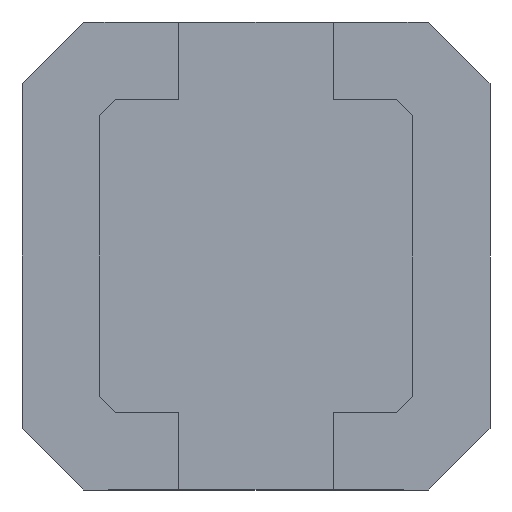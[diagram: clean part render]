
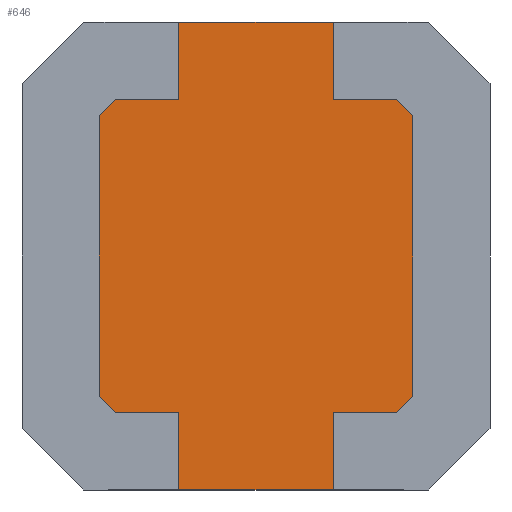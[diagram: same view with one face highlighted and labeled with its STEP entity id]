
A CAD part, front view. The second image highlights one B-rep face of the part: STEP entity #646.
In plain terms, the highlighted planar face has unit normal (0, -1, 0).
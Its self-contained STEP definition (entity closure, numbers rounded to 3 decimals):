
#56 = CARTESIAN_POINT ( 'NONE',  ( -1.015, 0.15, 0.908 ) ) ;
#58 = DIRECTION ( 'NONE',  ( 0., 0., -1. ) ) ;
#60 = VERTEX_POINT ( 'NONE', #176 ) ;
#70 = DIRECTION ( 'NONE',  ( 0., 0., -1. ) ) ;
#71 = LINE ( 'NONE', #447, #521 ) ;
#82 = ORIENTED_EDGE ( 'NONE', *, *, #769, .F. ) ;
#107 = DIRECTION ( 'NONE',  ( 0.707, 0., 0.707 ) ) ;
#112 = ORIENTED_EDGE ( 'NONE', *, *, #572, .T. ) ;
#114 = DIRECTION ( 'NONE',  ( 0., 0., 1. ) ) ;
#118 = CARTESIAN_POINT ( 'NONE',  ( 0.5, 0.15, 1.515 ) ) ;
#123 = LINE ( 'NONE', #1790, #1036 ) ;
#124 = ORIENTED_EDGE ( 'NONE', *, *, #2318, .F. ) ;
#138 = LINE ( 'NONE', #1041, #984 ) ;
#145 = EDGE_CURVE ( 'NONE', #605, #304, #123, .T. ) ;
#160 = VECTOR ( 'NONE', #1902, 1000. ) ;
#175 = DIRECTION ( 'NONE',  ( 1., 0., 0. ) ) ;
#176 = CARTESIAN_POINT ( 'NONE',  ( 1.015, 0.15, -0.908 ) ) ;
#181 = EDGE_CURVE ( 'NONE', #906, #605, #964, .T. ) ;
#192 = LINE ( 'NONE', #2181, #2021 ) ;
#193 = CARTESIAN_POINT ( 'NONE',  ( 0.5, 0.15, 1.015 ) ) ;
#198 = CARTESIAN_POINT ( 'NONE',  ( -0.5, 0.15, -1.515 ) ) ;
#199 = LINE ( 'NONE', #936, #1835 ) ;
#244 = ORIENTED_EDGE ( 'NONE', *, *, #395, .F. ) ;
#245 = DIRECTION ( 'NONE',  ( 1., 0., 0. ) ) ;
#280 = VERTEX_POINT ( 'NONE', #56 ) ;
#286 = CARTESIAN_POINT ( 'NONE',  ( -0.5, 0.15, -1.015 ) ) ;
#304 = VERTEX_POINT ( 'NONE', #286 ) ;
#305 = ORIENTED_EDGE ( 'NONE', *, *, #1010, .T. ) ;
#311 = VECTOR ( 'NONE', #393, 1000. ) ;
#316 = LINE ( 'NONE', #539, #1834 ) ;
#393 = DIRECTION ( 'NONE',  ( 0.707, 0., -0.707 ) ) ;
#395 = EDGE_CURVE ( 'NONE', #2215, #1704, #71, .T. ) ;
#399 = VERTEX_POINT ( 'NONE', #941 ) ;
#426 = LINE ( 'NONE', #1693, #1808 ) ;
#427 = CARTESIAN_POINT ( 'NONE',  ( 0.5, 0.15, 1.515 ) ) ;
#436 = ORIENTED_EDGE ( 'NONE', *, *, #181, .T. ) ;
#447 = CARTESIAN_POINT ( 'NONE',  ( 0.5, 0.15, 1.515 ) ) ;
#460 = VERTEX_POINT ( 'NONE', #1297 ) ;
#521 = VECTOR ( 'NONE', #1184, 1000. ) ;
#526 = ORIENTED_EDGE ( 'NONE', *, *, #1359, .F. ) ;
#539 = CARTESIAN_POINT ( 'NONE',  ( 0.5, 0.15, 1.515 ) ) ;
#555 = EDGE_LOOP ( 'NONE', ( #1489, #305, #1739, #1258, #436, #1487, #642, #1993, #526, #112, #857, #1858, #124, #1577, #244, #82 ) ) ;
#572 = EDGE_CURVE ( 'NONE', #2042, #1228, #1178, .T. ) ;
#598 = VERTEX_POINT ( 'NONE', #795 ) ;
#605 = VERTEX_POINT ( 'NONE', #2274 ) ;
#642 = ORIENTED_EDGE ( 'NONE', *, *, #1400, .F. ) ;
#646 = ADVANCED_FACE ( 'NONE', ( #2111 ), #1569, .F. ) ;
#651 = VERTEX_POINT ( 'NONE', #1381 ) ;
#695 = CARTESIAN_POINT ( 'NONE',  ( 0.908, 0.15, -1.015 ) ) ;
#696 = CARTESIAN_POINT ( 'NONE',  ( 0.5, 0.15, -1.015 ) ) ;
#703 = AXIS2_PLACEMENT_3D ( 'NONE', #118, #1771, #1735 ) ;
#769 = EDGE_CURVE ( 'NONE', #460, #2215, #316, .T. ) ;
#795 = CARTESIAN_POINT ( 'NONE',  ( 0.908, 0.15, 1.015 ) ) ;
#801 = DIRECTION ( 'NONE',  ( -1., 0., 0. ) ) ;
#840 = CARTESIAN_POINT ( 'NONE',  ( -0.5, 0.15, 1.515 ) ) ;
#847 = VECTOR ( 'NONE', #245, 1000. ) ;
#850 = LINE ( 'NONE', #1211, #1684 ) ;
#857 = ORIENTED_EDGE ( 'NONE', *, *, #1098, .T. ) ;
#864 = LINE ( 'NONE', #1548, #1070 ) ;
#906 = VERTEX_POINT ( 'NONE', #1295 ) ;
#929 = DIRECTION ( 'NONE',  ( 1., 0., 0. ) ) ;
#936 = CARTESIAN_POINT ( 'NONE',  ( 0.908, 0.15, 1.015 ) ) ;
#941 = CARTESIAN_POINT ( 'NONE',  ( 0.5, 0.15, -1.515 ) ) ;
#958 = DIRECTION ( 'NONE',  ( -0.707, 0., -0.707 ) ) ;
#964 = LINE ( 'NONE', #1798, #311 ) ;
#984 = VECTOR ( 'NONE', #114, 1000. ) ;
#995 = EDGE_CURVE ( 'NONE', #60, #651, #1555, .T. ) ;
#1010 = EDGE_CURVE ( 'NONE', #1536, #1050, #1328, .T. ) ;
#1030 = CARTESIAN_POINT ( 'NONE',  ( -1.015, 0.15, 0.908 ) ) ;
#1036 = VECTOR ( 'NONE', #1562, 1000. ) ;
#1041 = CARTESIAN_POINT ( 'NONE',  ( -0.5, 0.15, 1.515 ) ) ;
#1050 = VERTEX_POINT ( 'NONE', #2096 ) ;
#1070 = VECTOR ( 'NONE', #107, 1000. ) ;
#1098 = EDGE_CURVE ( 'NONE', #1228, #60, #864, .T. ) ;
#1115 = VECTOR ( 'NONE', #929, 1000. ) ;
#1149 = DIRECTION ( 'NONE',  ( 0.707, 0., -0.707 ) ) ;
#1165 = CARTESIAN_POINT ( 'NONE',  ( 0.5, 0.15, -1.015 ) ) ;
#1178 = LINE ( 'NONE', #1165, #847 ) ;
#1184 = DIRECTION ( 'NONE',  ( 0., 0., -1. ) ) ;
#1211 = CARTESIAN_POINT ( 'NONE',  ( 0.5, 0.15, -1.515 ) ) ;
#1228 = VERTEX_POINT ( 'NONE', #695 ) ;
#1258 = ORIENTED_EDGE ( 'NONE', *, *, #2178, .T. ) ;
#1295 = CARTESIAN_POINT ( 'NONE',  ( -1.015, 0.15, -0.908 ) ) ;
#1297 = CARTESIAN_POINT ( 'NONE',  ( -0.5, 0.15, 1.515 ) ) ;
#1328 = LINE ( 'NONE', #2292, #1839 ) ;
#1359 = EDGE_CURVE ( 'NONE', #2042, #399, #426, .T. ) ;
#1381 = CARTESIAN_POINT ( 'NONE',  ( 1.015, 0.15, 0.908 ) ) ;
#1400 = EDGE_CURVE ( 'NONE', #1799, #304, #1714, .T. ) ;
#1462 = VECTOR ( 'NONE', #1584, 1000. ) ;
#1487 = ORIENTED_EDGE ( 'NONE', *, *, #145, .T. ) ;
#1489 = ORIENTED_EDGE ( 'NONE', *, *, #1976, .F. ) ;
#1536 = VERTEX_POINT ( 'NONE', #2276 ) ;
#1548 = CARTESIAN_POINT ( 'NONE',  ( 0.908, 0.15, -1.015 ) ) ;
#1555 = LINE ( 'NONE', #2214, #1462 ) ;
#1562 = DIRECTION ( 'NONE',  ( 1., 0., 0. ) ) ;
#1569 = PLANE ( 'NONE',  #703 ) ;
#1577 = ORIENTED_EDGE ( 'NONE', *, *, #1604, .F. ) ;
#1584 = DIRECTION ( 'NONE',  ( 0., 0., 1. ) ) ;
#1604 = EDGE_CURVE ( 'NONE', #1704, #598, #2160, .T. ) ;
#1684 = VECTOR ( 'NONE', #801, 1000. ) ;
#1693 = CARTESIAN_POINT ( 'NONE',  ( 0.5, 0.15, 1.515 ) ) ;
#1704 = VERTEX_POINT ( 'NONE', #2070 ) ;
#1714 = LINE ( 'NONE', #840, #160 ) ;
#1735 = DIRECTION ( 'NONE',  ( 0., 0., 1. ) ) ;
#1739 = ORIENTED_EDGE ( 'NONE', *, *, #2321, .T. ) ;
#1771 = DIRECTION ( 'NONE',  ( 0., 1., 0. ) ) ;
#1790 = CARTESIAN_POINT ( 'NONE',  ( -0.908, 0.15, -1.015 ) ) ;
#1798 = CARTESIAN_POINT ( 'NONE',  ( -1.015, 0.15, -0.908 ) ) ;
#1799 = VERTEX_POINT ( 'NONE', #198 ) ;
#1808 = VECTOR ( 'NONE', #70, 1000. ) ;
#1834 = VECTOR ( 'NONE', #175, 1000. ) ;
#1835 = VECTOR ( 'NONE', #1149, 1000. ) ;
#1839 = VECTOR ( 'NONE', #2039, 1000. ) ;
#1858 = ORIENTED_EDGE ( 'NONE', *, *, #995, .T. ) ;
#1902 = DIRECTION ( 'NONE',  ( 0., 0., 1. ) ) ;
#1917 = VECTOR ( 'NONE', #58, 1000. ) ;
#1976 = EDGE_CURVE ( 'NONE', #1536, #460, #138, .T. ) ;
#1993 = ORIENTED_EDGE ( 'NONE', *, *, #2123, .F. ) ;
#2017 = LINE ( 'NONE', #1030, #1917 ) ;
#2021 = VECTOR ( 'NONE', #958, 1000. ) ;
#2039 = DIRECTION ( 'NONE',  ( -1., 0., 0. ) ) ;
#2042 = VERTEX_POINT ( 'NONE', #696 ) ;
#2070 = CARTESIAN_POINT ( 'NONE',  ( 0.5, 0.15, 1.015 ) ) ;
#2096 = CARTESIAN_POINT ( 'NONE',  ( -0.908, 0.15, 1.015 ) ) ;
#2111 = FACE_OUTER_BOUND ( 'NONE', #555, .T. ) ;
#2123 = EDGE_CURVE ( 'NONE', #399, #1799, #850, .T. ) ;
#2160 = LINE ( 'NONE', #193, #1115 ) ;
#2178 = EDGE_CURVE ( 'NONE', #280, #906, #2017, .T. ) ;
#2181 = CARTESIAN_POINT ( 'NONE',  ( -0.908, 0.15, 1.015 ) ) ;
#2214 = CARTESIAN_POINT ( 'NONE',  ( 1.015, 0.15, -0.908 ) ) ;
#2215 = VERTEX_POINT ( 'NONE', #427 ) ;
#2274 = CARTESIAN_POINT ( 'NONE',  ( -0.908, 0.15, -1.015 ) ) ;
#2276 = CARTESIAN_POINT ( 'NONE',  ( -0.5, 0.15, 1.015 ) ) ;
#2292 = CARTESIAN_POINT ( 'NONE',  ( -0.5, 0.15, 1.015 ) ) ;
#2318 = EDGE_CURVE ( 'NONE', #598, #651, #199, .T. ) ;
#2321 = EDGE_CURVE ( 'NONE', #1050, #280, #192, .T. ) ;
